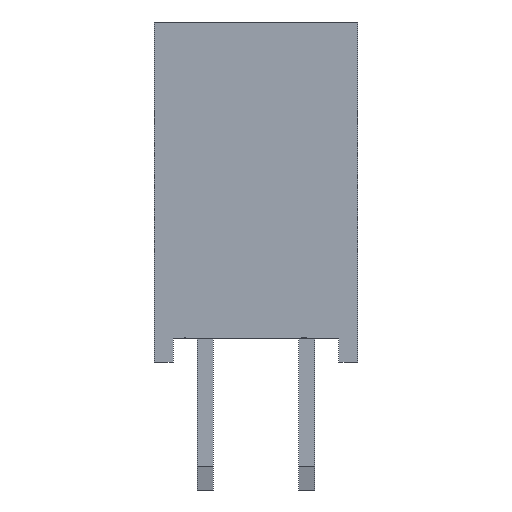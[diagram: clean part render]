
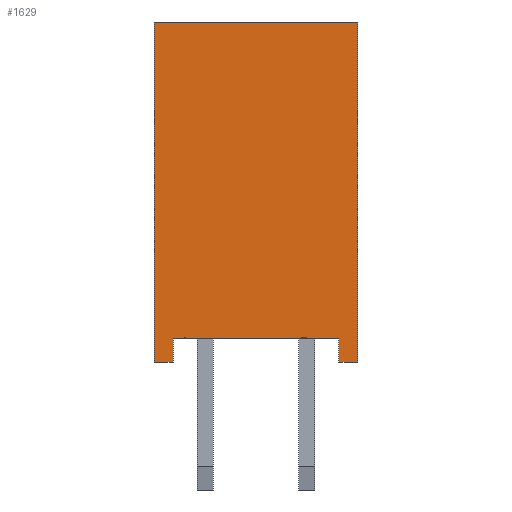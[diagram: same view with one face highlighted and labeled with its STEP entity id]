
A CAD part, left-side view. The second image highlights one B-rep face of the part: STEP entity #1629.
In plain terms, the highlighted planar face has unit normal (-1, 0, 0).
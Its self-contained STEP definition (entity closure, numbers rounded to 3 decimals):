
#1196 = CARTESIAN_POINT ( 'NONE',  ( -1.27, 2.54, 8.5 ) ) ;
#1375 = VECTOR ( 'NONE', #22062, 1000. ) ;
#1468 = DIRECTION ( 'NONE',  ( 0., -1., 0. ) ) ;
#1559 = VECTOR ( 'NONE', #13663, 1000. ) ;
#1629 = ADVANCED_FACE ( 'NONE', ( #24729 ), #5373, .F. ) ;
#2134 = VECTOR ( 'NONE', #31131, 1000. ) ;
#2552 = CARTESIAN_POINT ( 'NONE',  ( -1.27, -2.54, 8.5 ) ) ;
#2889 = CARTESIAN_POINT ( 'NONE',  ( -1.27, 2.54, 8.5 ) ) ;
#2959 = DIRECTION ( 'NONE',  ( 0., 0., -1. ) ) ;
#2997 = LINE ( 'NONE', #1196, #12195 ) ;
#3879 = EDGE_CURVE ( 'NONE', #8164, #21471, #7437, .T. ) ;
#4763 = VERTEX_POINT ( 'NONE', #15261 ) ;
#5373 = PLANE ( 'NONE',  #31560 ) ;
#5582 = EDGE_CURVE ( 'NONE', #20944, #29732, #2997, .T. ) ;
#6419 = CARTESIAN_POINT ( 'NONE',  ( -1.27, -2.07, 0.6 ) ) ;
#7362 = LINE ( 'NONE', #27020, #31412 ) ;
#7437 = LINE ( 'NONE', #2552, #30832 ) ;
#8164 = VERTEX_POINT ( 'NONE', #21283 ) ;
#8392 = CARTESIAN_POINT ( 'NONE',  ( -1.27, 2.54, 0. ) ) ;
#8711 = EDGE_LOOP ( 'NONE', ( #30520, #13073, #9187, #16341, #26208, #23172, #31628, #10088 ) ) ;
#9187 = ORIENTED_EDGE ( 'NONE', *, *, #19138, .T. ) ;
#9947 = CARTESIAN_POINT ( 'NONE',  ( -1.27, 2.54, 8.5 ) ) ;
#10088 = ORIENTED_EDGE ( 'NONE', *, *, #25919, .F. ) ;
#10138 = CARTESIAN_POINT ( 'NONE',  ( -1.27, 2.54, 8.5 ) ) ;
#10910 = VECTOR ( 'NONE', #1468, 1000. ) ;
#11643 = CARTESIAN_POINT ( 'NONE',  ( -1.27, 2.54, 0. ) ) ;
#12195 = VECTOR ( 'NONE', #25894, 1000. ) ;
#12597 = CARTESIAN_POINT ( 'NONE',  ( -1.27, 2.07, 0. ) ) ;
#13073 = ORIENTED_EDGE ( 'NONE', *, *, #22848, .F. ) ;
#13663 = DIRECTION ( 'NONE',  ( 0., 0., -1. ) ) ;
#14734 = LINE ( 'NONE', #9947, #1375 ) ;
#15261 = CARTESIAN_POINT ( 'NONE',  ( -1.27, 2.07, 0.6 ) ) ;
#15399 = DIRECTION ( 'NONE',  ( 1., 0., 0. ) ) ;
#15875 = LINE ( 'NONE', #11643, #10910 ) ;
#16015 = EDGE_CURVE ( 'NONE', #29732, #19779, #15875, .T. ) ;
#16341 = ORIENTED_EDGE ( 'NONE', *, *, #3879, .F. ) ;
#16434 = LINE ( 'NONE', #25763, #31080 ) ;
#16721 = CARTESIAN_POINT ( 'NONE',  ( -1.27, -2.07, 0.6 ) ) ;
#19138 = EDGE_CURVE ( 'NONE', #23492, #21471, #16434, .T. ) ;
#19709 = CARTESIAN_POINT ( 'NONE',  ( -1.27, -2.07, 0. ) ) ;
#19779 = VERTEX_POINT ( 'NONE', #12597 ) ;
#20944 = VERTEX_POINT ( 'NONE', #2889 ) ;
#21283 = CARTESIAN_POINT ( 'NONE',  ( -1.27, -2.54, 8.5 ) ) ;
#21471 = VERTEX_POINT ( 'NONE', #29353 ) ;
#22062 = DIRECTION ( 'NONE',  ( 0., -1., 0. ) ) ;
#22543 = VERTEX_POINT ( 'NONE', #6419 ) ;
#22848 = EDGE_CURVE ( 'NONE', #23492, #22543, #31453, .T. ) ;
#23172 = ORIENTED_EDGE ( 'NONE', *, *, #5582, .T. ) ;
#23492 = VERTEX_POINT ( 'NONE', #19709 ) ;
#24041 = EDGE_CURVE ( 'NONE', #20944, #8164, #14734, .T. ) ;
#24392 = DIRECTION ( 'NONE',  ( 0., 1., 0. ) ) ;
#24729 = FACE_OUTER_BOUND ( 'NONE', #8711, .T. ) ;
#25763 = CARTESIAN_POINT ( 'NONE',  ( -1.27, 2.54, 0. ) ) ;
#25894 = DIRECTION ( 'NONE',  ( 0., 0., -1. ) ) ;
#25919 = EDGE_CURVE ( 'NONE', #4763, #19779, #29369, .T. ) ;
#26087 = CARTESIAN_POINT ( 'NONE',  ( -1.27, 2.07, 0.6 ) ) ;
#26208 = ORIENTED_EDGE ( 'NONE', *, *, #24041, .F. ) ;
#27020 = CARTESIAN_POINT ( 'NONE',  ( -1.27, 0.47, 0.6 ) ) ;
#28287 = EDGE_CURVE ( 'NONE', #22543, #4763, #7362, .T. ) ;
#28558 = DIRECTION ( 'NONE',  ( 0., -1., 0. ) ) ;
#29353 = CARTESIAN_POINT ( 'NONE',  ( -1.27, -2.54, 0. ) ) ;
#29369 = LINE ( 'NONE', #26087, #1559 ) ;
#29400 = DIRECTION ( 'NONE',  ( 0., 0., -1. ) ) ;
#29732 = VERTEX_POINT ( 'NONE', #8392 ) ;
#30520 = ORIENTED_EDGE ( 'NONE', *, *, #28287, .F. ) ;
#30832 = VECTOR ( 'NONE', #29400, 1000. ) ;
#31080 = VECTOR ( 'NONE', #28558, 1000. ) ;
#31131 = DIRECTION ( 'NONE',  ( 0., 0., 1. ) ) ;
#31412 = VECTOR ( 'NONE', #24392, 1000. ) ;
#31453 = LINE ( 'NONE', #16721, #2134 ) ;
#31560 = AXIS2_PLACEMENT_3D ( 'NONE', #10138, #15399, #2959 ) ;
#31628 = ORIENTED_EDGE ( 'NONE', *, *, #16015, .T. ) ;
